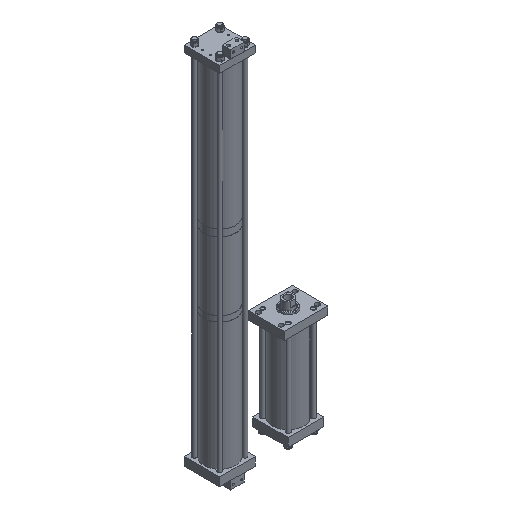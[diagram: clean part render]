
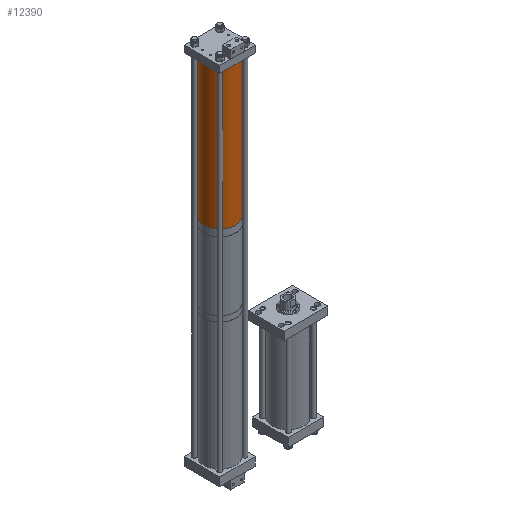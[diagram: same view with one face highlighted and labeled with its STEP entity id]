
A CAD part, isometric view. The second image highlights one B-rep face of the part: STEP entity #12390.
In plain terms, the highlighted cylindrical face has radius 73.025 mm (diameter 146.05 mm), a partial arc.
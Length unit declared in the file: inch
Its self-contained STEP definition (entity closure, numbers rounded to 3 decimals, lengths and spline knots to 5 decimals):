
#65 = VERTEX_POINT ( 'NONE', #5374 ) ;
#360 = CYLINDRICAL_SURFACE ( 'NONE', #751, 2.875 ) ;
#751 = AXIS2_PLACEMENT_3D ( 'NONE', #12932, #14135, #6920 ) ;
#1116 = CIRCLE ( 'NONE', #13125, 2.875 ) ;
#1137 = EDGE_CURVE ( 'NONE', #6962, #65, #8607, .T. ) ;
#1564 = LINE ( 'NONE', #8065, #11443 ) ;
#2356 = DIRECTION ( 'NONE',  ( 1., 0., 0. ) ) ;
#2481 = DIRECTION ( 'NONE',  ( 0., 0., -1. ) ) ;
#3091 = DIRECTION ( 'NONE',  ( 0., 0., 1. ) ) ;
#3326 = CARTESIAN_POINT ( 'NONE',  ( -2.875, 0., 25.841 ) ) ;
#4233 = CIRCLE ( 'NONE', #12415, 2.875 ) ;
#5374 = CARTESIAN_POINT ( 'NONE',  ( -2.875, 0., 0. ) ) ;
#6920 = DIRECTION ( 'NONE',  ( -1., 0., 0. ) ) ;
#6962 = VERTEX_POINT ( 'NONE', #3326 ) ;
#7667 = VERTEX_POINT ( 'NONE', #14697 ) ;
#8065 = CARTESIAN_POINT ( 'NONE',  ( 2.875, 0., 25.841 ) ) ;
#8096 = VERTEX_POINT ( 'NONE', #12062 ) ;
#8346 = ORIENTED_EDGE ( 'NONE', *, *, #1137, .F. ) ;
#8356 = EDGE_CURVE ( 'NONE', #8096, #7667, #1564, .T. ) ;
#8607 = LINE ( 'NONE', #13062, #13101 ) ;
#8642 = CARTESIAN_POINT ( 'NONE',  ( 0., 0., 0. ) ) ;
#10225 = DIRECTION ( 'NONE',  ( 0., 0., -1. ) ) ;
#10324 = DIRECTION ( 'NONE',  ( 1., 0., 0. ) ) ;
#10602 = EDGE_LOOP ( 'NONE', ( #13322, #15391, #11196, #8346 ) ) ;
#10811 = FACE_OUTER_BOUND ( 'NONE', #10602, .T. ) ;
#11196 = ORIENTED_EDGE ( 'NONE', *, *, #12243, .T. ) ;
#11443 = VECTOR ( 'NONE', #10225, 39.37008 ) ;
#12062 = CARTESIAN_POINT ( 'NONE',  ( 2.875, 0., 25.841 ) ) ;
#12243 = EDGE_CURVE ( 'NONE', #7667, #65, #4233, .T. ) ;
#12390 = ADVANCED_FACE ( 'NONE', ( #10811 ), #360, .T. ) ;
#12415 = AXIS2_PLACEMENT_3D ( 'NONE', #8642, #13255, #2356 ) ;
#12872 = CARTESIAN_POINT ( 'NONE',  ( 0., 0., 25.841 ) ) ;
#12932 = CARTESIAN_POINT ( 'NONE',  ( 0., 0., 25.841 ) ) ;
#13062 = CARTESIAN_POINT ( 'NONE',  ( -2.875, 0., 25.841 ) ) ;
#13101 = VECTOR ( 'NONE', #2481, 39.37008 ) ;
#13125 = AXIS2_PLACEMENT_3D ( 'NONE', #12872, #3091, #10324 ) ;
#13255 = DIRECTION ( 'NONE',  ( 0., 0., 1. ) ) ;
#13322 = ORIENTED_EDGE ( 'NONE', *, *, #13707, .F. ) ;
#13707 = EDGE_CURVE ( 'NONE', #8096, #6962, #1116, .T. ) ;
#14135 = DIRECTION ( 'NONE',  ( 0., 0., -1. ) ) ;
#14697 = CARTESIAN_POINT ( 'NONE',  ( 2.875, 0., 0. ) ) ;
#15391 = ORIENTED_EDGE ( 'NONE', *, *, #8356, .T. ) ;
